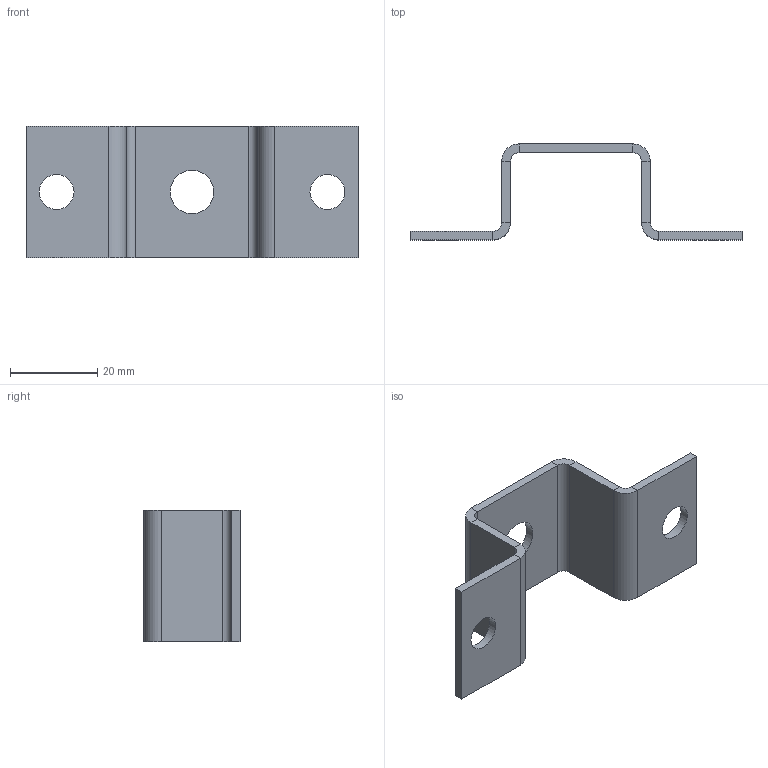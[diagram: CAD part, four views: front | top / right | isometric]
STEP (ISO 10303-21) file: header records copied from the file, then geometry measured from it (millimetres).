
FILE_DESCRIPTION(/* description */ (''),/* implementation_level */ '2;1');
FILE_NAME(/* name */ '503190 MO-B40.ipt.stp',/* time_stamp */ '2023-05-18T15:12:28+03:00',/* author */ ('Григорьев Е.Ю.'),/* organization */ (''),/* preprocessor_version */ 'ST-DEVELOPER v19.2',/* originating_system */ 'Autodesk Inventor 2023',/* authorisation */ '');
FILE_SCHEMA (('AUTOMOTIVE_DESIGN { 1 0 10303 214 3 1 1 }'));
Length unit declared in the file: millimetre
Products named in the file (1): DPP-B50-S4 3
Bounding box: 76 x 22 x 30 mm (x, y, z)
Volume: 6292.8 mm3; surface area: 7019.6 mm2
Topology: 1 solids, 1 shells, 41 faces, 85 edges, 46 vertices
Faces by surface type: plane 30, cylinder 11
Full cylindrical faces by diameter (mm): 8 x2, 10 x1
Entity records: 1150 total; most frequent: DIRECTION 191, CARTESIAN_POINT 173, ORIENTED_EDGE 170, EDGE_CURVE 85, AXIS2_PLACEMENT_3D 64, LINE 63, VECTOR 63, EDGE_LOOP 47
